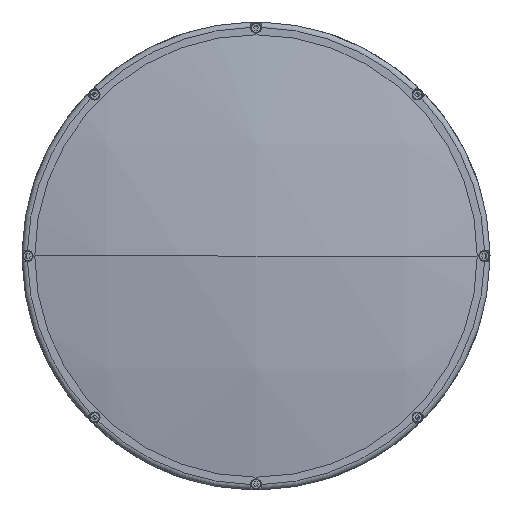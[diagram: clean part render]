
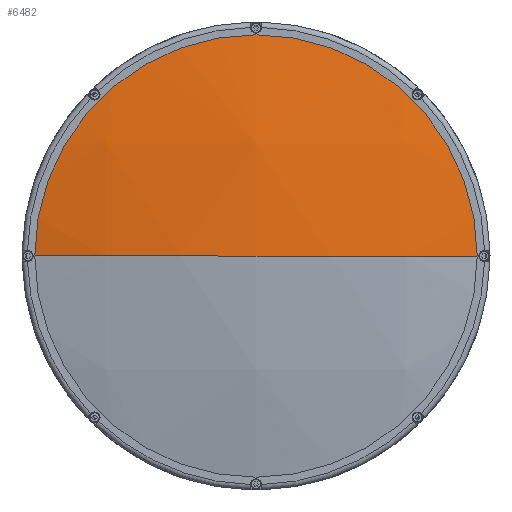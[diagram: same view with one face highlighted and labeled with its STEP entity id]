
A CAD part, left-side view. The second image highlights one B-rep face of the part: STEP entity #6482.
In plain terms, the highlighted spherical face has radius 606 mm.
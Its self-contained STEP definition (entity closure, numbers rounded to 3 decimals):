
#287 = VERTEX_POINT ( 'NONE', #4805 ) ;
#645 = CIRCLE ( 'NONE', #5286, 606. ) ;
#949 = ORIENTED_EDGE ( 'NONE', *, *, #5222, .T. ) ;
#1008 = CIRCLE ( 'NONE', #3494, 606. ) ;
#1154 = CARTESIAN_POINT ( 'NONE',  ( -554.647, -124.9, 0. ) ) ;
#1217 = CARTESIAN_POINT ( 'NONE',  ( -567.658, 0., 0. ) ) ;
#1261 = CIRCLE ( 'NONE', #1622, 124.9 ) ;
#1375 = ORIENTED_EDGE ( 'NONE', *, *, #4737, .F. ) ;
#1622 = AXIS2_PLACEMENT_3D ( 'NONE', #3421, #7228, #3979 ) ;
#1694 = DIRECTION ( 'NONE',  ( 0., -1., 0. ) ) ;
#2012 = VERTEX_POINT ( 'NONE', #1217 ) ;
#2294 = CARTESIAN_POINT ( 'NONE',  ( 38.342, 0., 0. ) ) ;
#2477 = AXIS2_PLACEMENT_3D ( 'NONE', #7242, #6763, #1694 ) ;
#2717 = CARTESIAN_POINT ( 'NONE',  ( 38.342, 0., 0. ) ) ;
#2773 = FACE_OUTER_BOUND ( 'NONE', #5648, .T. ) ;
#3418 = DIRECTION ( 'NONE',  ( 0., 1., 0. ) ) ;
#3421 = CARTESIAN_POINT ( 'NONE',  ( -554.647, 0., 0. ) ) ;
#3494 = AXIS2_PLACEMENT_3D ( 'NONE', #2294, #7329, #6291 ) ;
#3979 = DIRECTION ( 'NONE',  ( 0., 0., -1. ) ) ;
#4716 = VERTEX_POINT ( 'NONE', #1154 ) ;
#4737 = EDGE_CURVE ( 'NONE', #4716, #2012, #645, .T. ) ;
#4805 = CARTESIAN_POINT ( 'NONE',  ( -554.647, 124.9, 0. ) ) ;
#5222 = EDGE_CURVE ( 'NONE', #4716, #287, #1261, .T. ) ;
#5286 = AXIS2_PLACEMENT_3D ( 'NONE', #2717, #6163, #3418 ) ;
#5648 = EDGE_LOOP ( 'NONE', ( #949, #6327, #1375 ) ) ;
#5664 = SPHERICAL_SURFACE ( 'NONE', #2477, 606. ) ;
#6163 = DIRECTION ( 'NONE',  ( 0., 0., -1. ) ) ;
#6291 = DIRECTION ( 'NONE',  ( 0., -1., 0. ) ) ;
#6327 = ORIENTED_EDGE ( 'NONE', *, *, #7304, .T. ) ;
#6482 = ADVANCED_FACE ( 'NONE', ( #2773 ), #5664, .T. ) ;
#6763 = DIRECTION ( 'NONE',  ( 0., 0., 1. ) ) ;
#7228 = DIRECTION ( 'NONE',  ( -1., 0., 0. ) ) ;
#7242 = CARTESIAN_POINT ( 'NONE',  ( 38.342, 0., 0. ) ) ;
#7304 = EDGE_CURVE ( 'NONE', #287, #2012, #1008, .T. ) ;
#7329 = DIRECTION ( 'NONE',  ( 0., 0., 1. ) ) ;
